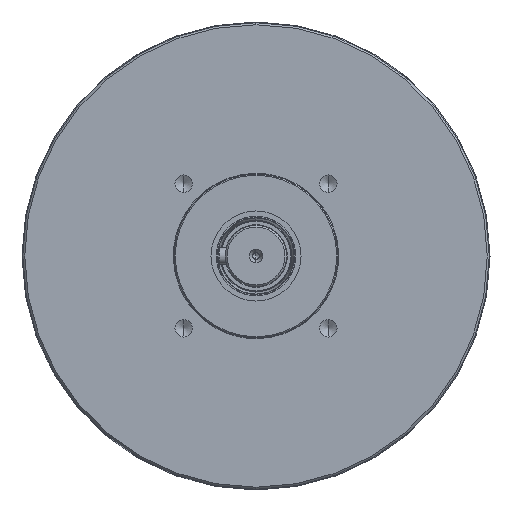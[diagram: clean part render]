
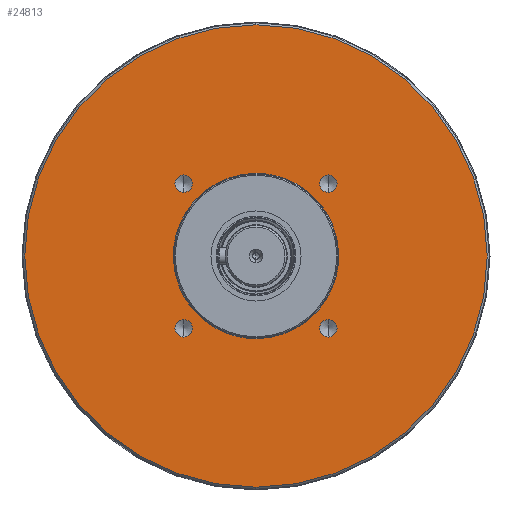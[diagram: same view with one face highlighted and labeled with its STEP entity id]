
A CAD part, left-side view. The second image highlights one B-rep face of the part: STEP entity #24813.
In plain terms, the highlighted planar face has unit normal (-1, 0, 0).
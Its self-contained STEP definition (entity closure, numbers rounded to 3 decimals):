
#34 = CARTESIAN_POINT ( 'NONE',  ( 0., -80.8, -40.4 ) ) ;
#106 = CIRCLE ( 'NONE', #44421, 4.25 ) ;
#170 = AXIS2_PLACEMENT_3D ( 'NONE', #10076, #24431, #9842 ) ;
#767 = EDGE_CURVE ( 'NONE', #12245, #21705, #30644, .T. ) ;
#1176 = VERTEX_POINT ( 'NONE', #42647 ) ;
#1197 = DIRECTION ( 'NONE',  ( 0., 0., 1. ) ) ;
#1239 = EDGE_LOOP ( 'NONE', ( #9933, #25292 ) ) ;
#1462 = EDGE_CURVE ( 'NONE', #21705, #12245, #33564, .T. ) ;
#1718 = AXIS2_PLACEMENT_3D ( 'NONE', #7359, #26341, #1197 ) ;
#2004 = ORIENTED_EDGE ( 'NONE', *, *, #767, .F. ) ;
#2170 = DIRECTION ( 'NONE',  ( 1., 0., 0. ) ) ;
#2684 = ORIENTED_EDGE ( 'NONE', *, *, #31370, .F. ) ;
#2865 = ORIENTED_EDGE ( 'NONE', *, *, #10415, .F. ) ;
#2919 = VERTEX_POINT ( 'NONE', #35547 ) ;
#3110 = CARTESIAN_POINT ( 'NONE',  ( 0., 0., 40.4 ) ) ;
#4433 = EDGE_CURVE ( 'NONE', #4544, #27665, #27531, .T. ) ;
#4544 = VERTEX_POINT ( 'NONE', #31803 ) ;
#4733 = EDGE_CURVE ( 'NONE', #26170, #19645, #35826, .T. ) ;
#5826 = CARTESIAN_POINT ( 'NONE',  ( 0., 80.8, 40.4 ) ) ;
#6460 = CARTESIAN_POINT ( 'NONE',  ( 0., 113., 0. ) ) ;
#7312 = CARTESIAN_POINT ( 'NONE',  ( 0., 0., -40.4 ) ) ;
#7359 = CARTESIAN_POINT ( 'NONE',  ( 0., -35.355, 35.355 ) ) ;
#7816 = EDGE_LOOP ( 'NONE', ( #16222, #2865 ) ) ;
#9345 = ORIENTED_EDGE ( 'NONE', *, *, #32725, .F. ) ;
#9619 = AXIS2_PLACEMENT_3D ( 'NONE', #34396, #2170, #30626 ) ;
#9842 = DIRECTION ( 'NONE',  ( 0., 0., 1. ) ) ;
#9933 = ORIENTED_EDGE ( 'NONE', *, *, #4433, .F. ) ;
#10000 = FACE_BOUND ( 'NONE', #31218, .T. ) ;
#10066 = CARTESIAN_POINT ( 'NONE',  ( 0., 80.8, -40.4 ) ) ;
#10076 = CARTESIAN_POINT ( 'NONE',  ( 0., -35.355, 35.355 ) ) ;
#10415 = EDGE_CURVE ( 'NONE', #19645, #26170, #25915, .T. ) ;
#11489 = CARTESIAN_POINT ( 'NONE',  ( 0., -35.355, -35.355 ) ) ;
#11602 = CIRCLE ( 'NONE', #28098, 4.25 ) ;
#11784 = DIRECTION ( 'NONE',  ( 0., 0., 1. ) ) ;
#12245 = VERTEX_POINT ( 'NONE', #22850 ) ;
#12419 = DIRECTION ( 'NONE',  ( -1., 0., 0. ) ) ;
#12982 = CIRCLE ( 'NONE', #170, 4.25 ) ;
#13207 = CARTESIAN_POINT ( 'NONE',  ( 0., -35.355, 39.605 ) ) ;
#13524 = DIRECTION ( 'NONE',  ( -1., 0., 0. ) ) ;
#14483 = CARTESIAN_POINT ( 'NONE',  ( 0., 35.355, -39.605 ) ) ;
#15264 = CIRCLE ( 'NONE', #1718, 4.25 ) ;
#16039 = CARTESIAN_POINT ( 'NONE',  ( 0., 0., 0. ) ) ;
#16222 = ORIENTED_EDGE ( 'NONE', *, *, #4733, .F. ) ;
#16834 = FACE_BOUND ( 'NONE', #1239, .T. ) ;
#17051 = DIRECTION ( 'NONE',  ( 0., 0., 1. ) ) ;
#19091 = DIRECTION ( 'NONE',  ( -1., 0., 0. ) ) ;
#19288 = AXIS2_PLACEMENT_3D ( 'NONE', #16039, #26858, #19809 ) ;
#19645 = VERTEX_POINT ( 'NONE', #44514 ) ;
#19809 = DIRECTION ( 'NONE',  ( 0., 0., -1. ) ) ;
#20885 = CARTESIAN_POINT ( 'NONE',  ( 0., 0., -40.4 ) ) ;
#21125 = AXIS2_PLACEMENT_3D ( 'NONE', #6460, #38215, #34707 ) ;
#21416 = EDGE_CURVE ( 'NONE', #21616, #37506, #106, .T. ) ;
#21496 = VERTEX_POINT ( 'NONE', #13207 ) ;
#21616 = VERTEX_POINT ( 'NONE', #43494 ) ;
#21705 = VERTEX_POINT ( 'NONE', #43265 ) ;
#22811 = CIRCLE ( 'NONE', #31111, 4.25 ) ;
#22850 = CARTESIAN_POINT ( 'NONE',  ( 0., 0., 113. ) ) ;
#23304 = DIRECTION ( 'NONE',  ( -1., 0., 0. ) ) ;
#23700 = EDGE_LOOP ( 'NONE', ( #2684, #9345 ) ) ;
#24431 = DIRECTION ( 'NONE',  ( -1., 0., 0. ) ) ;
#24680 = CARTESIAN_POINT ( 'NONE',  ( 0., -35.355, 31.105 ) ) ;
#24813 = ADVANCED_FACE ( 'NONE', ( #27412, #45984, #42208, #10000, #45524, #16834 ), #27863, .F. ) ;
#24973 = DIRECTION ( 'NONE',  ( 0., 0., 1. ) ) ;
#25292 = ORIENTED_EDGE ( 'NONE', *, *, #43445, .F. ) ;
#25838 = DIRECTION ( 'NONE',  ( 0., 0., 1. ) ) ;
#25915 = CIRCLE ( 'NONE', #34912, 4.25 ) ;
#26122 = CARTESIAN_POINT ( 'NONE',  ( 0., 35.355, -35.355 ) ) ;
#26170 = VERTEX_POINT ( 'NONE', #40562 ) ;
#26341 = DIRECTION ( 'NONE',  ( -1., 0., 0. ) ) ;
#26858 = DIRECTION ( 'NONE',  ( 1., 0., 0. ) ) ;
#27412 = FACE_OUTER_BOUND ( 'NONE', #31975, .T. ) ;
#27531 = CIRCLE ( 'NONE', #34336, 4.25 ) ;
#27562 = AXIS2_PLACEMENT_3D ( 'NONE', #41387, #23304, #44457 ) ;
#27587 = CARTESIAN_POINT ( 'NONE',  ( 0., -35.355, -31.105 ) ) ;
#27665 = VERTEX_POINT ( 'NONE', #14483 ) ;
#27863 = PLANE ( 'NONE',  #21125 ) ;
#28098 = AXIS2_PLACEMENT_3D ( 'NONE', #11489, #12419, #25838 ) ;
#28587 = ORIENTED_EDGE ( 'NONE', *, *, #44040, .F. ) ;
#29279 = ORIENTED_EDGE ( 'NONE', *, *, #21416, .F. ) ;
#29285 = ORIENTED_EDGE ( 'NONE', *, *, #1462, .F. ) ;
#30128 = CARTESIAN_POINT ( 'NONE',  ( 0., -35.355, -35.355 ) ) ;
#30626 = DIRECTION ( 'NONE',  ( 0., 0., -1. ) ) ;
#30644 = CIRCLE ( 'NONE', #9619, 113. ) ;
#31111 = AXIS2_PLACEMENT_3D ( 'NONE', #26122, #41148, #11784 ) ;
#31218 = EDGE_LOOP ( 'NONE', ( #34680, #40042 ) ) ;
#31370 = EDGE_CURVE ( 'NONE', #1176, #2919, #33997, .T. ) ;
#31803 = CARTESIAN_POINT ( 'NONE',  ( 0., 35.355, -31.105 ) ) ;
#31975 = EDGE_LOOP ( 'NONE', ( #29285, #2004 ) ) ;
#32098 = CARTESIAN_POINT ( 'NONE',  ( 0., 35.355, 35.355 ) ) ;
#32212 =( BOUNDED_CURVE ( )  B_SPLINE_CURVE ( 3, ( #38052, #5826, #10066, #20885 ),
 .UNSPECIFIED., .F., .T. ) 
 B_SPLINE_CURVE_WITH_KNOTS ( ( 4, 4 ),
 ( 0., 1. ),
 .UNSPECIFIED. ) 
 CURVE ( )  GEOMETRIC_REPRESENTATION_ITEM ( )  RATIONAL_B_SPLINE_CURVE ( ( 1., 0.333, 0.333, 1. ) ) 
 REPRESENTATION_ITEM ( '' )  );
#32509 = CARTESIAN_POINT ( 'NONE',  ( 0., -80.8, 40.4 ) ) ;
#32725 = EDGE_CURVE ( 'NONE', #2919, #1176, #32212, .T. ) ;
#33350 = EDGE_CURVE ( 'NONE', #21496, #40446, #12982, .T. ) ;
#33564 = CIRCLE ( 'NONE', #19288, 113. ) ;
#33997 =( BOUNDED_CURVE ( )  B_SPLINE_CURVE ( 3, ( #7312, #34, #32509, #3110 ),
 .UNSPECIFIED., .F., .T. ) 
 B_SPLINE_CURVE_WITH_KNOTS ( ( 4, 4 ),
 ( 0., 1. ),
 .UNSPECIFIED. ) 
 CURVE ( )  GEOMETRIC_REPRESENTATION_ITEM ( )  RATIONAL_B_SPLINE_CURVE ( ( 1., 0.333, 0.333, 1. ) ) 
 REPRESENTATION_ITEM ( '' )  );
#34336 = AXIS2_PLACEMENT_3D ( 'NONE', #42609, #45456, #24973 ) ;
#34396 = CARTESIAN_POINT ( 'NONE',  ( 0., 0., 0. ) ) ;
#34680 = ORIENTED_EDGE ( 'NONE', *, *, #33350, .F. ) ;
#34707 = DIRECTION ( 'NONE',  ( 0., 0., -1. ) ) ;
#34744 = EDGE_LOOP ( 'NONE', ( #28587, #29279 ) ) ;
#34912 = AXIS2_PLACEMENT_3D ( 'NONE', #32098, #13524, #17051 ) ;
#35547 = CARTESIAN_POINT ( 'NONE',  ( 0., 0., 40.4 ) ) ;
#35826 = CIRCLE ( 'NONE', #27562, 4.25 ) ;
#37506 = VERTEX_POINT ( 'NONE', #27587 ) ;
#38052 = CARTESIAN_POINT ( 'NONE',  ( 0., 0., 40.4 ) ) ;
#38215 = DIRECTION ( 'NONE',  ( 1., 0., 0. ) ) ;
#40042 = ORIENTED_EDGE ( 'NONE', *, *, #40187, .F. ) ;
#40187 = EDGE_CURVE ( 'NONE', #40446, #21496, #15264, .T. ) ;
#40446 = VERTEX_POINT ( 'NONE', #24680 ) ;
#40562 = CARTESIAN_POINT ( 'NONE',  ( 0., 35.355, 39.605 ) ) ;
#41148 = DIRECTION ( 'NONE',  ( -1., 0., 0. ) ) ;
#41387 = CARTESIAN_POINT ( 'NONE',  ( 0., 35.355, 35.355 ) ) ;
#42208 = FACE_BOUND ( 'NONE', #34744, .T. ) ;
#42609 = CARTESIAN_POINT ( 'NONE',  ( 0., 35.355, -35.355 ) ) ;
#42647 = CARTESIAN_POINT ( 'NONE',  ( 0., 0., -40.4 ) ) ;
#43265 = CARTESIAN_POINT ( 'NONE',  ( 0., 0., -113. ) ) ;
#43445 = EDGE_CURVE ( 'NONE', #27665, #4544, #22811, .T. ) ;
#43494 = CARTESIAN_POINT ( 'NONE',  ( 0., -35.355, -39.605 ) ) ;
#44040 = EDGE_CURVE ( 'NONE', #37506, #21616, #11602, .T. ) ;
#44421 = AXIS2_PLACEMENT_3D ( 'NONE', #30128, #19091, #44469 ) ;
#44457 = DIRECTION ( 'NONE',  ( 0., 0., 1. ) ) ;
#44469 = DIRECTION ( 'NONE',  ( 0., 0., 1. ) ) ;
#44514 = CARTESIAN_POINT ( 'NONE',  ( 0., 35.355, 31.105 ) ) ;
#45456 = DIRECTION ( 'NONE',  ( -1., 0., 0. ) ) ;
#45524 = FACE_BOUND ( 'NONE', #7816, .T. ) ;
#45984 = FACE_BOUND ( 'NONE', #23700, .T. ) ;
